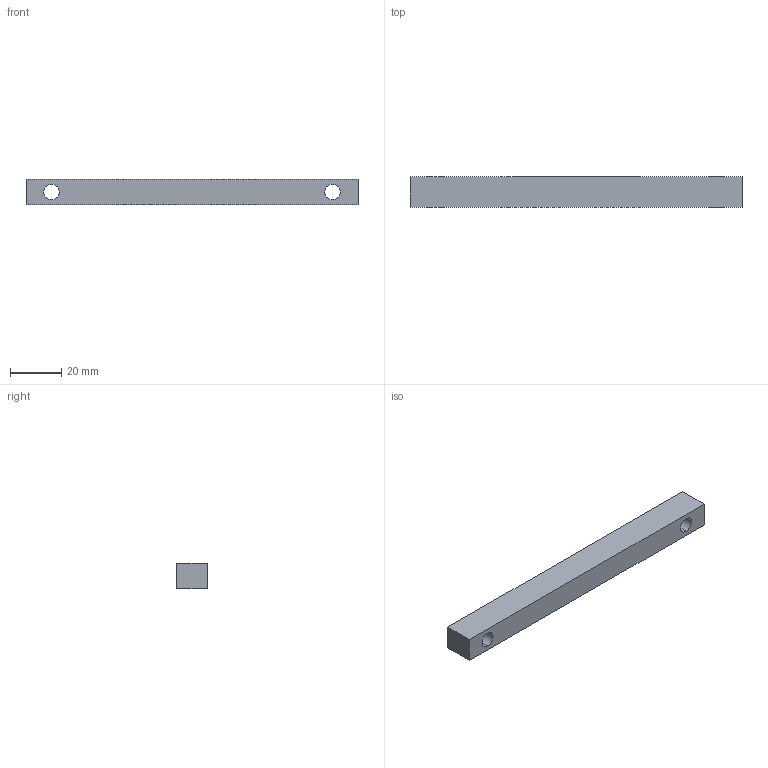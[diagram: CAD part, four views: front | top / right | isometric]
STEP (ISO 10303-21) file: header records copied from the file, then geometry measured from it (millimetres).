
FILE_DESCRIPTION (( 'STEP AP214' ), '1' );
FILE_NAME ('SH-101-100-120_00.STEP', '2024-11-27T23:04:20', ( '' ), ( '' ), 'SwSTEP 2.0', 'SolidWorks 2022', '' );
FILE_SCHEMA (( 'AUTOMOTIVE_DESIGN' ));
Length unit declared in the file: millimetre
Products named in the file (1): SH-101-100-120_00
Bounding box: 130 x 12 x 10 mm (x, y, z)
Volume: 14262.8 mm3; surface area: 6498 mm2
Topology: 1 solids, 1 shells, 18 faces, 43 edges, 28 vertices
Faces by surface type: plane 8, cylinder 6, cone 4
Entity records: 673 total; most frequent: CARTESIAN_POINT 184, DIRECTION 87, ORIENTED_EDGE 86, EDGE_CURVE 43, AXIS2_PLACEMENT_3D 31, VERTEX_POINT 28, LINE 25, EDGE_LOOP 25
